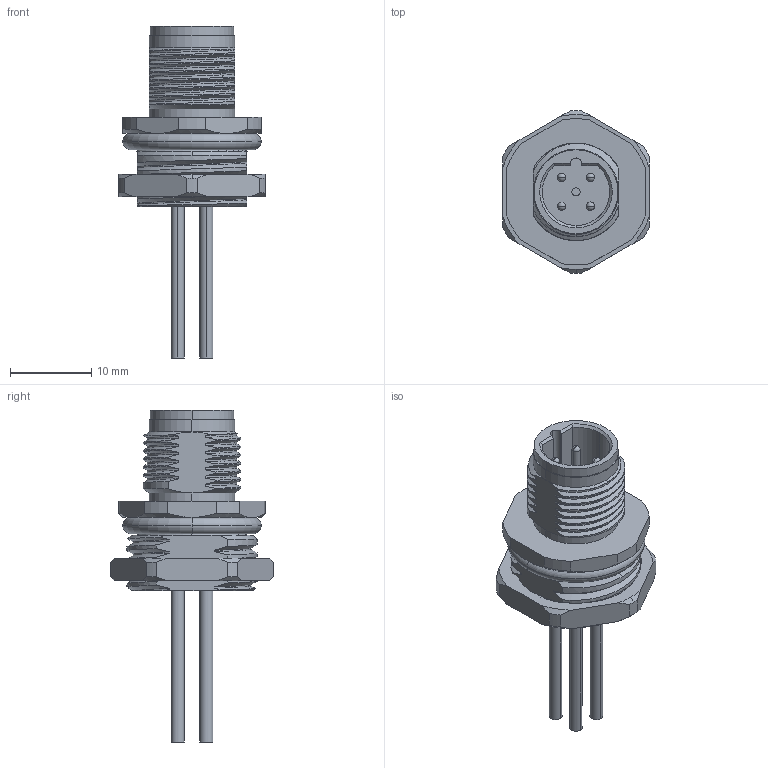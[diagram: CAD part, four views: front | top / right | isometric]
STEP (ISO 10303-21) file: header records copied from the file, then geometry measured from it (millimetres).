
FILE_DESCRIPTION (( 'STEP AP203' ), '1' );
FILE_NAME ('FCR3M12-SB04PSP0002-00.STEP', '2024-08-17T09:52:35', ( '' ), ( '' ), 'SwSTEP 2.0', 'SolidWorks 2021', '' );
FILE_SCHEMA (( 'CONFIG_CONTROL_DESIGN' ));
Length unit declared in the file: millimetre
Products named in the file (1): FCR3M12-SB04PSP0002-00
Bounding box: 18 x 20 x 40.8 mm (x, y, z)
Volume: 3873.6 mm3; surface area: 5992.2 mm2
Topology: 16 solids, 16 shells, 614 faces, 1466 edges, 901 vertices
Faces by surface type: cylinder 239, plane 122, cone 110, bspline 75, torus 60, sphere 8
Entity records: 32645 total; most frequent: CARTESIAN_POINT 19054, ORIENTED_EDGE 2880, DIRECTION 2698, EDGE_CURVE 1440, AXIS2_PLACEMENT_3D 1113, VERTEX_POINT 893, EDGE_LOOP 669, ADVANCED_FACE 614
